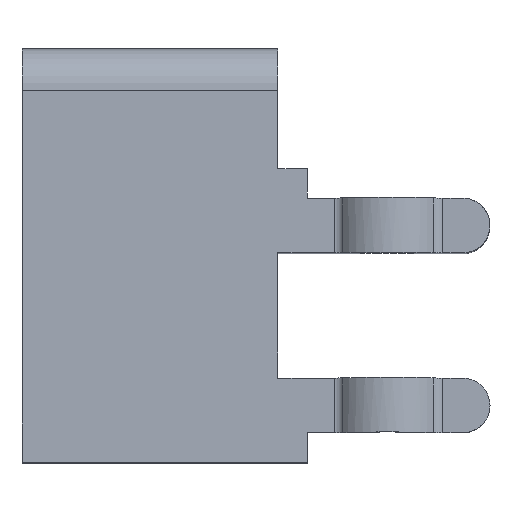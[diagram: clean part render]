
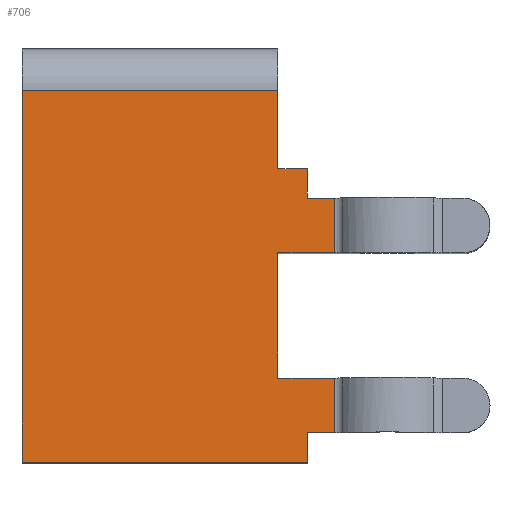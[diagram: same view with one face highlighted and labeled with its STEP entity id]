
A CAD part, left-side view. The second image highlights one B-rep face of the part: STEP entity #706.
In plain terms, the highlighted planar face has unit normal (-0.999, 0, 0.035).
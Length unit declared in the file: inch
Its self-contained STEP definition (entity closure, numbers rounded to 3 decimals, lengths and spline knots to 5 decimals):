
#372 = EDGE_CURVE ( 'NONE', #373, #652, #1560, .T. ) ;
#373 = VERTEX_POINT ( 'NONE', #1626 ) ;
#515 = VERTEX_POINT ( 'NONE', #2079 ) ;
#522 = VERTEX_POINT ( 'NONE', #1968 ) ;
#550 = VERTEX_POINT ( 'NONE', #2075 ) ;
#639 = VERTEX_POINT ( 'NONE', #2259 ) ;
#640 = EDGE_CURVE ( 'NONE', #515, #639, #2447, .T. ) ;
#652 = VERTEX_POINT ( 'NONE', #2443 ) ;
#691 = ORIENTED_EDGE ( 'NONE', *, *, #692, .F. ) ;
#692 = EDGE_CURVE ( 'NONE', #652, #856, #2239, .T. ) ;
#693 = ORIENTED_EDGE ( 'NONE', *, *, #372, .F. ) ;
#694 = VERTEX_POINT ( 'NONE', #2235 ) ;
#699 = ORIENTED_EDGE ( 'NONE', *, *, #700, .F. ) ;
#700 = EDGE_CURVE ( 'NONE', #694, #373, #2359, .T. ) ;
#701 = ORIENTED_EDGE ( 'NONE', *, *, #702, .T. ) ;
#702 = EDGE_CURVE ( 'NONE', #694, #703, #2355, .T. ) ;
#703 = VERTEX_POINT ( 'NONE', #2351 ) ;
#704 = EDGE_CURVE ( 'NONE', #750, #550, #2349, .T. ) ;
#706 = ADVANCED_FACE ( 'NONE', ( #2345 ), #2350, .T. ) ;
#707 = EDGE_LOOP ( 'NONE', ( #708, #712, #714, #715, #797, #933, #831, #691, #693, #699, #701, #939, #848, #940 ) ) ;
#708 = ORIENTED_EDGE ( 'NONE', *, *, #640, .F. ) ;
#712 = ORIENTED_EDGE ( 'NONE', *, *, #713, .F. ) ;
#713 = EDGE_CURVE ( 'NONE', #522, #515, #2336, .T. ) ;
#714 = ORIENTED_EDGE ( 'NONE', *, *, #796, .T. ) ;
#715 = ORIENTED_EDGE ( 'NONE', *, *, #704, .T. ) ;
#750 = VERTEX_POINT ( 'NONE', #2375 ) ;
#796 = EDGE_CURVE ( 'NONE', #522, #750, #2554, .T. ) ;
#797 = ORIENTED_EDGE ( 'NONE', *, *, #931, .F. ) ;
#816 = EDGE_CURVE ( 'NONE', #639, #1006, #2511, .T. ) ;
#823 = EDGE_CURVE ( 'NONE', #703, #824, #2502, .T. ) ;
#824 = VERTEX_POINT ( 'NONE', #2498 ) ;
#830 = VERTEX_POINT ( 'NONE', #2589 ) ;
#831 = ORIENTED_EDGE ( 'NONE', *, *, #832, .T. ) ;
#832 = EDGE_CURVE ( 'NONE', #830, #856, #2588, .T. ) ;
#848 = ORIENTED_EDGE ( 'NONE', *, *, #849, .F. ) ;
#849 = EDGE_CURVE ( 'NONE', #1006, #824, #2624, .T. ) ;
#856 = VERTEX_POINT ( 'NONE', #2465 ) ;
#931 = EDGE_CURVE ( 'NONE', #932, #550, #2788, .T. ) ;
#932 = VERTEX_POINT ( 'NONE', #2844 ) ;
#933 = ORIENTED_EDGE ( 'NONE', *, *, #1016, .F. ) ;
#939 = ORIENTED_EDGE ( 'NONE', *, *, #823, .T. ) ;
#940 = ORIENTED_EDGE ( 'NONE', *, *, #816, .F. ) ;
#1006 = VERTEX_POINT ( 'NONE', #2866 ) ;
#1016 = EDGE_CURVE ( 'NONE', #830, #932, #2896, .T. ) ;
#1560 = LINE ( 'NONE', #1629, #1628 ) ;
#1626 = CARTESIAN_POINT ( 'NONE',  ( -0.1702, 0., -0.22314 ) ) ;
#1627 = DIRECTION ( 'NONE',  ( -0.035, 0., -0.999 ) ) ;
#1628 = VECTOR ( 'NONE', #1627, 39.37008 ) ;
#1629 = CARTESIAN_POINT ( 'NONE',  ( -0.16399, 0., -0.04535 ) ) ;
#1968 = CARTESIAN_POINT ( 'NONE',  ( -0.16399, 0.28, -0.04535 ) ) ;
#2075 = CARTESIAN_POINT ( 'NONE',  ( -0.17819, -0.032, -0.452 ) ) ;
#2079 = CARTESIAN_POINT ( 'NONE',  ( -0.16399, 0., -0.04535 ) ) ;
#2235 = CARTESIAN_POINT ( 'NONE',  ( -0.1702, -0.06155, -0.22314 ) ) ;
#2236 = DIRECTION ( 'NONE',  ( 0., -1., 0. ) ) ;
#2237 = VECTOR ( 'NONE', #2236, 39.37008 ) ;
#2238 = CARTESIAN_POINT ( 'NONE',  ( -0.17498, -0.032, -0.36006 ) ) ;
#2239 = LINE ( 'NONE', #2238, #2237 ) ;
#2259 = CARTESIAN_POINT ( 'NONE',  ( -0.16699, 0., -0.1312 ) ) ;
#2333 = DIRECTION ( 'NONE',  ( 0., -1., 0. ) ) ;
#2334 = VECTOR ( 'NONE', #2333, 39.37008 ) ;
#2335 = CARTESIAN_POINT ( 'NONE',  ( -0.16399, 0.28, -0.04535 ) ) ;
#2336 = LINE ( 'NONE', #2335, #2334 ) ;
#2340 = DIRECTION ( 'NONE',  ( 0.035, 0., 0.999 ) ) ;
#2341 = DIRECTION ( 'NONE',  ( -0.999, 0., 0.035 ) ) ;
#2343 = CARTESIAN_POINT ( 'NONE',  ( -0.16399, 0.28, -0.04535 ) ) ;
#2344 = AXIS2_PLACEMENT_3D ( 'NONE', #2343, #2341, #2340 ) ;
#2345 = FACE_OUTER_BOUND ( 'NONE', #707, .T. ) ;
#2346 = DIRECTION ( 'NONE',  ( 0., -1., 0. ) ) ;
#2347 = VECTOR ( 'NONE', #2346, 39.37008 ) ;
#2348 = CARTESIAN_POINT ( 'NONE',  ( -0.17819, 0.28, -0.452 ) ) ;
#2349 = LINE ( 'NONE', #2348, #2347 ) ;
#2350 = PLANE ( 'NONE',  #2344 ) ;
#2351 = CARTESIAN_POINT ( 'NONE',  ( -0.1681, -0.06155, -0.16314 ) ) ;
#2352 = DIRECTION ( 'NONE',  ( 0.035, 0., 0.999 ) ) ;
#2353 = VECTOR ( 'NONE', #2352, 39.37008 ) ;
#2354 = CARTESIAN_POINT ( 'NONE',  ( -0.1681, -0.06155, -0.16314 ) ) ;
#2355 = LINE ( 'NONE', #2354, #2353 ) ;
#2356 = DIRECTION ( 'NONE',  ( 0., 1., 0. ) ) ;
#2357 = VECTOR ( 'NONE', #2356, 39.37008 ) ;
#2358 = CARTESIAN_POINT ( 'NONE',  ( -0.1702, 0., -0.22314 ) ) ;
#2359 = LINE ( 'NONE', #2358, #2357 ) ;
#2375 = CARTESIAN_POINT ( 'NONE',  ( -0.17819, 0.28, -0.452 ) ) ;
#2441 = DIRECTION ( 'NONE',  ( -0.035, 0., -0.999 ) ) ;
#2442 = VECTOR ( 'NONE', #2441, 39.37008 ) ;
#2443 = CARTESIAN_POINT ( 'NONE',  ( -0.17498, 0., -0.36006 ) ) ;
#2446 = CARTESIAN_POINT ( 'NONE',  ( -0.16399, 0., -0.04535 ) ) ;
#2447 = LINE ( 'NONE', #2446, #2442 ) ;
#2465 = CARTESIAN_POINT ( 'NONE',  ( -0.17498, -0.06155, -0.36006 ) ) ;
#2498 = CARTESIAN_POINT ( 'NONE',  ( -0.1681, -0.032, -0.16314 ) ) ;
#2499 = DIRECTION ( 'NONE',  ( 0., 1., 0. ) ) ;
#2500 = VECTOR ( 'NONE', #2499, 39.37008 ) ;
#2501 = CARTESIAN_POINT ( 'NONE',  ( -0.1681, -0.06155, -0.16314 ) ) ;
#2502 = LINE ( 'NONE', #2501, #2500 ) ;
#2508 = DIRECTION ( 'NONE',  ( 0., -1., 0. ) ) ;
#2509 = VECTOR ( 'NONE', #2508, 39.37008 ) ;
#2510 = CARTESIAN_POINT ( 'NONE',  ( -0.16699, -0.032, -0.1312 ) ) ;
#2511 = LINE ( 'NONE', #2510, #2509 ) ;
#2551 = DIRECTION ( 'NONE',  ( -0.035, 0., -0.999 ) ) ;
#2552 = VECTOR ( 'NONE', #2551, 39.37008 ) ;
#2553 = CARTESIAN_POINT ( 'NONE',  ( -0.16399, 0.28, -0.04535 ) ) ;
#2554 = LINE ( 'NONE', #2553, #2552 ) ;
#2585 = DIRECTION ( 'NONE',  ( 0.035, 0., 0.999 ) ) ;
#2586 = VECTOR ( 'NONE', #2585, 39.37008 ) ;
#2587 = CARTESIAN_POINT ( 'NONE',  ( -0.17498, -0.06155, -0.36006 ) ) ;
#2588 = LINE ( 'NONE', #2587, #2586 ) ;
#2589 = CARTESIAN_POINT ( 'NONE',  ( -0.17707, -0.06155, -0.42002 ) ) ;
#2621 = DIRECTION ( 'NONE',  ( -0.035, 0., -0.999 ) ) ;
#2622 = VECTOR ( 'NONE', #2621, 39.37008 ) ;
#2623 = CARTESIAN_POINT ( 'NONE',  ( -0.1702, -0.032, -0.22314 ) ) ;
#2624 = LINE ( 'NONE', #2623, #2622 ) ;
#2787 = CARTESIAN_POINT ( 'NONE',  ( -0.17819, -0.032, -0.452 ) ) ;
#2788 = LINE ( 'NONE', #2787, #2846 ) ;
#2844 = CARTESIAN_POINT ( 'NONE',  ( -0.17707, -0.032, -0.42002 ) ) ;
#2845 = DIRECTION ( 'NONE',  ( -0.035, 0., -0.999 ) ) ;
#2846 = VECTOR ( 'NONE', #2845, 39.37008 ) ;
#2866 = CARTESIAN_POINT ( 'NONE',  ( -0.16699, -0.032, -0.1312 ) ) ;
#2879 = VECTOR ( 'NONE', #2947, 39.37008 ) ;
#2895 = CARTESIAN_POINT ( 'NONE',  ( -0.17707, -0.06155, -0.42002 ) ) ;
#2896 = LINE ( 'NONE', #2895, #2879 ) ;
#2947 = DIRECTION ( 'NONE',  ( 0., 1., 0. ) ) ;
